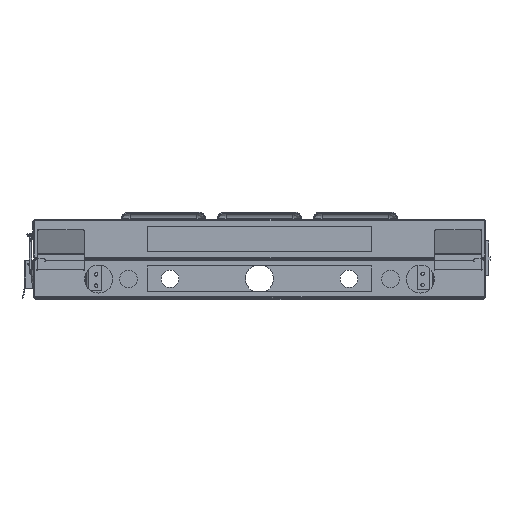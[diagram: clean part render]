
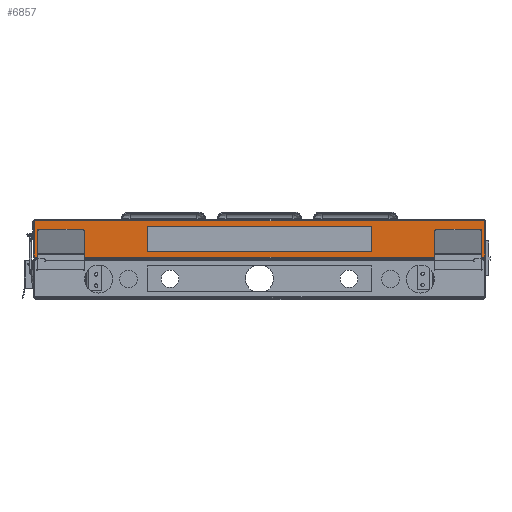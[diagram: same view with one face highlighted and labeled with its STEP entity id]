
A CAD part, front view. The second image highlights one B-rep face of the part: STEP entity #6857.
In plain terms, the highlighted planar face has unit normal (0, -1, 0).
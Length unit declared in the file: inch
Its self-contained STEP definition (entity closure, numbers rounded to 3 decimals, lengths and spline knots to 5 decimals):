
#1072 = CARTESIAN_POINT ( 'NONE',  ( -6.29921, -1.62396, -1.81875 ) ) ;
#1525 = DIRECTION ( 'NONE',  ( 1., 0., 0. ) ) ;
#2607 = ORIENTED_EDGE ( 'NONE', *, *, #16648, .F. ) ;
#3847 = CARTESIAN_POINT ( 'NONE',  ( 68.79926, -1.62396, -0.07874 ) ) ;
#4542 = DIRECTION ( 'NONE',  ( 1., 0., 0. ) ) ;
#4894 = FACE_OUTER_BOUND ( 'NONE', #62781, .T. ) ;
#4941 = VERTEX_POINT ( 'NONE', #35199 ) ;
#5102 = ORIENTED_EDGE ( 'NONE', *, *, #89153, .T. ) ;
#6133 = VERTEX_POINT ( 'NONE', #75342 ) ;
#6333 = VERTEX_POINT ( 'NONE', #46624 ) ;
#6857 = ADVANCED_FACE ( 'NONE', ( #4894, #12204 ), #42933, .T. ) ;
#7148 = VECTOR ( 'NONE', #10885, 39.37008 ) ;
#7604 = CARTESIAN_POINT ( 'NONE',  ( -12.558, -1.62396, -2.12176 ) ) ;
#9171 = CARTESIAN_POINT ( 'NONE',  ( -12.558, -1.62396, -0.07874 ) ) ;
#10040 = VECTOR ( 'NONE', #69081, 39.37008 ) ;
#10885 = DIRECTION ( 'NONE',  ( 0., 0., 1. ) ) ;
#11561 = VECTOR ( 'NONE', #58724, 39.37008 ) ;
#11674 = LINE ( 'NONE', #3847, #97948 ) ;
#12204 = FACE_BOUND ( 'NONE', #40469, .T. ) ;
#14454 = CARTESIAN_POINT ( 'NONE',  ( -12.558, -1.62396, -2.12176 ) ) ;
#14547 = EDGE_CURVE ( 'NONE', #75370, #43608, #14576, .T. ) ;
#14576 = LINE ( 'NONE', #54125, #21227 ) ;
#15178 = VECTOR ( 'NONE', #76032, 39.37008 ) ;
#15368 = VERTEX_POINT ( 'NONE', #24933 ) ;
#16648 = EDGE_CURVE ( 'NONE', #66908, #6333, #19640, .T. ) ;
#17649 = VECTOR ( 'NONE', #68072, 39.37008 ) ;
#19640 = LINE ( 'NONE', #51430, #11561 ) ;
#21227 = VECTOR ( 'NONE', #78110, 39.37008 ) ;
#21335 = CARTESIAN_POINT ( 'NONE',  ( 12.65637, -1.62396, -0.07874 ) ) ;
#22666 = ORIENTED_EDGE ( 'NONE', *, *, #98197, .F. ) ;
#22993 = CARTESIAN_POINT ( 'NONE',  ( -12.65637, -1.62396, -0.07874 ) ) ;
#24933 = CARTESIAN_POINT ( 'NONE',  ( 12.65637, -1.62396, -0.07874 ) ) ;
#28099 = LINE ( 'NONE', #21335, #15178 ) ;
#28292 = DIRECTION ( 'NONE',  ( 1., 0., 0. ) ) ;
#35199 = CARTESIAN_POINT ( 'NONE',  ( 12.558, -1.62396, -0.07874 ) ) ;
#35301 = ORIENTED_EDGE ( 'NONE', *, *, #46659, .T. ) ;
#39301 = CARTESIAN_POINT ( 'NONE',  ( -12.65637, -1.62396, -2.12176 ) ) ;
#39396 = LINE ( 'NONE', #7604, #10040 ) ;
#40469 = EDGE_LOOP ( 'NONE', ( #5102, #35301, #81069, #50153 ) ) ;
#40802 = EDGE_CURVE ( 'NONE', #15368, #66908, #28099, .T. ) ;
#42933 = PLANE ( 'NONE',  #46363 ) ;
#43608 = VERTEX_POINT ( 'NONE', #22993 ) ;
#43704 = LINE ( 'NONE', #58322, #7148 ) ;
#44487 = CARTESIAN_POINT ( 'NONE',  ( 0., -1.62396, 0. ) ) ;
#46363 = AXIS2_PLACEMENT_3D ( 'NONE', #44487, #59060, #82047 ) ;
#46624 = CARTESIAN_POINT ( 'NONE',  ( 12.558, -1.62396, -2.12176 ) ) ;
#46659 = EDGE_CURVE ( 'NONE', #6133, #77780, #100454, .T. ) ;
#46936 = CARTESIAN_POINT ( 'NONE',  ( 6.29921, -1.62396, -0.38175 ) ) ;
#48330 = CARTESIAN_POINT ( 'NONE',  ( -12.65637, -1.62396, -0.07874 ) ) ;
#49440 = LINE ( 'NONE', #63511, #98248 ) ;
#50153 = ORIENTED_EDGE ( 'NONE', *, *, #91851, .T. ) ;
#50315 = CARTESIAN_POINT ( 'NONE',  ( 6.29921, -1.62396, -0.38175 ) ) ;
#51430 = CARTESIAN_POINT ( 'NONE',  ( 12.65637, -1.62396, -2.12176 ) ) ;
#51937 = CARTESIAN_POINT ( 'NONE',  ( 0., -1.62396, -2.12176 ) ) ;
#52936 = DIRECTION ( 'NONE',  ( 1., 0., 0. ) ) ;
#54015 = ORIENTED_EDGE ( 'NONE', *, *, #84715, .F. ) ;
#54125 = CARTESIAN_POINT ( 'NONE',  ( -12.65637, -1.62396, -2.12176 ) ) ;
#56636 = VERTEX_POINT ( 'NONE', #85641 ) ;
#58257 = LINE ( 'NONE', #99006, #17649 ) ;
#58322 = CARTESIAN_POINT ( 'NONE',  ( -6.29921, -1.62396, -0.38175 ) ) ;
#58724 = DIRECTION ( 'NONE',  ( -1., 0., 0. ) ) ;
#58841 = VERTEX_POINT ( 'NONE', #14454 ) ;
#59060 = DIRECTION ( 'NONE',  ( 0., -1., 0. ) ) ;
#59113 = EDGE_CURVE ( 'NONE', #77780, #56636, #66968, .T. ) ;
#62781 = EDGE_LOOP ( 'NONE', ( #92048, #77267, #54015, #22666, #65717, #69914, #63965, #2607 ) ) ;
#63435 = DIRECTION ( 'NONE',  ( 1., 0., 0. ) ) ;
#63511 = CARTESIAN_POINT ( 'NONE',  ( 12.558, -1.62396, -0.07874 ) ) ;
#63965 = ORIENTED_EDGE ( 'NONE', *, *, #98531, .T. ) ;
#64992 = LINE ( 'NONE', #48330, #79995 ) ;
#65717 = ORIENTED_EDGE ( 'NONE', *, *, #14547, .F. ) ;
#66908 = VERTEX_POINT ( 'NONE', #96158 ) ;
#66968 = LINE ( 'NONE', #50315, #79122 ) ;
#67463 = DIRECTION ( 'NONE',  ( 0., 0., -1. ) ) ;
#68072 = DIRECTION ( 'NONE',  ( -1., 0., 0. ) ) ;
#69081 = DIRECTION ( 'NONE',  ( -1., 0., 0. ) ) ;
#69914 = ORIENTED_EDGE ( 'NONE', *, *, #70916, .F. ) ;
#70916 = EDGE_CURVE ( 'NONE', #58841, #75370, #39396, .T. ) ;
#72219 = VERTEX_POINT ( 'NONE', #1072 ) ;
#75342 = CARTESIAN_POINT ( 'NONE',  ( -6.29921, -1.62396, -0.38175 ) ) ;
#75370 = VERTEX_POINT ( 'NONE', #39301 ) ;
#76032 = DIRECTION ( 'NONE',  ( 0., 0., -1. ) ) ;
#77267 = ORIENTED_EDGE ( 'NONE', *, *, #79024, .F. ) ;
#77780 = VERTEX_POINT ( 'NONE', #46936 ) ;
#78110 = DIRECTION ( 'NONE',  ( 0., 0., 1. ) ) ;
#79024 = EDGE_CURVE ( 'NONE', #4941, #15368, #49440, .T. ) ;
#79122 = VECTOR ( 'NONE', #67463, 39.37008 ) ;
#79995 = VECTOR ( 'NONE', #63435, 39.37008 ) ;
#80223 = VECTOR ( 'NONE', #52936, 39.37008 ) ;
#81069 = ORIENTED_EDGE ( 'NONE', *, *, #59113, .T. ) ;
#82047 = DIRECTION ( 'NONE',  ( 0., 0., -1. ) ) ;
#84260 = CARTESIAN_POINT ( 'NONE',  ( -6.29921, -1.62396, -0.38175 ) ) ;
#84715 = EDGE_CURVE ( 'NONE', #91022, #4941, #11674, .T. ) ;
#85641 = CARTESIAN_POINT ( 'NONE',  ( 6.29921, -1.62396, -1.81875 ) ) ;
#89153 = EDGE_CURVE ( 'NONE', #72219, #6133, #43704, .T. ) ;
#91022 = VERTEX_POINT ( 'NONE', #9171 ) ;
#91589 = LINE ( 'NONE', #51937, #91782 ) ;
#91782 = VECTOR ( 'NONE', #4542, 39.37008 ) ;
#91851 = EDGE_CURVE ( 'NONE', #56636, #72219, #58257, .T. ) ;
#92048 = ORIENTED_EDGE ( 'NONE', *, *, #40802, .F. ) ;
#96158 = CARTESIAN_POINT ( 'NONE',  ( 12.65637, -1.62396, -2.12176 ) ) ;
#97948 = VECTOR ( 'NONE', #28292, 39.37008 ) ;
#98197 = EDGE_CURVE ( 'NONE', #43608, #91022, #64992, .T. ) ;
#98248 = VECTOR ( 'NONE', #1525, 39.37008 ) ;
#98531 = EDGE_CURVE ( 'NONE', #58841, #6333, #91589, .T. ) ;
#99006 = CARTESIAN_POINT ( 'NONE',  ( -6.29921, -1.62396, -1.81875 ) ) ;
#100454 = LINE ( 'NONE', #84260, #80223 ) ;
